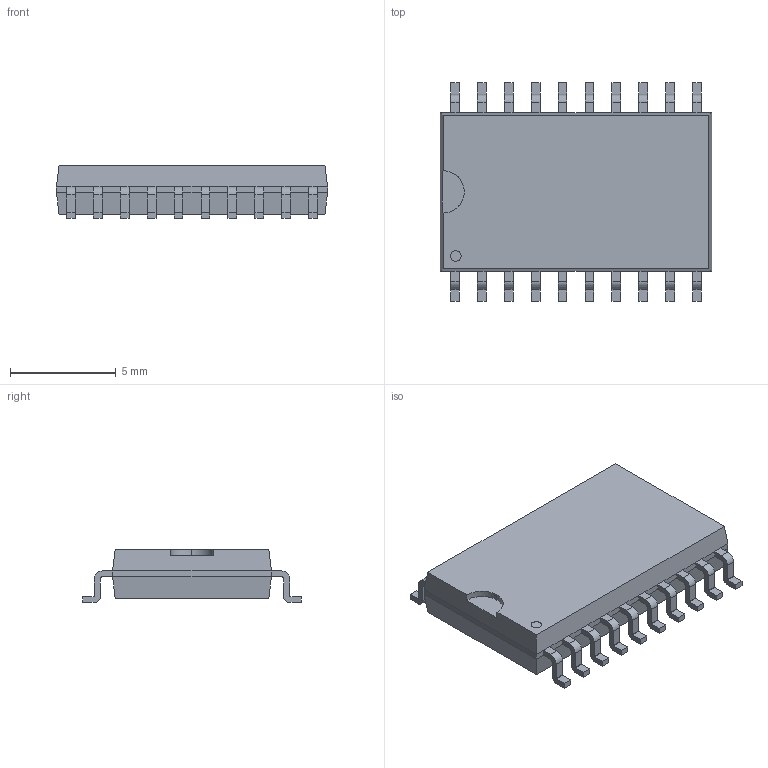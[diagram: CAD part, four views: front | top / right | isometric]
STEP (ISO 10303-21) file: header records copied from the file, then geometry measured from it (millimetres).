
FILE_DESCRIPTION (( 'STEP AP214' ), '1' );
FILE_NAME ('SOIC-20_L12.8-W7.5-P1.27-LS10.3-BL.STEP', '2021-11-11T12:37:09', ( 'Sky123.Org' ), ( 'Sky123.Org' ), 'SwSTEP 2.0', 'SolidWorks 2017', '' );
FILE_SCHEMA (( 'AUTOMOTIVE_DESIGN' ));
Length unit declared in the file: millimetre
Products named in the file (1): SOIC-20_L12.8-W7.5-P1.27-LS10.3-BL
Bounding box: 12.8 x 10.32 x 2.5 mm (x, y, z)
Volume: 221 mm3; surface area: 344.3 mm2
Topology: 1 solids, 1 shells, 359 faces, 959 edges, 610 vertices
Faces by surface type: plane 261, cylinder 84, bspline 14
Entity records: 15053 total; most frequent: CARTESIAN_POINT 2733, ORIENTED_EDGE 1918, DIRECTION 1789, EDGE_CURVE 959, VECTOR 761, LINE 761, VERTEX_POINT 610, AXIS2_PLACEMENT_3D 514
